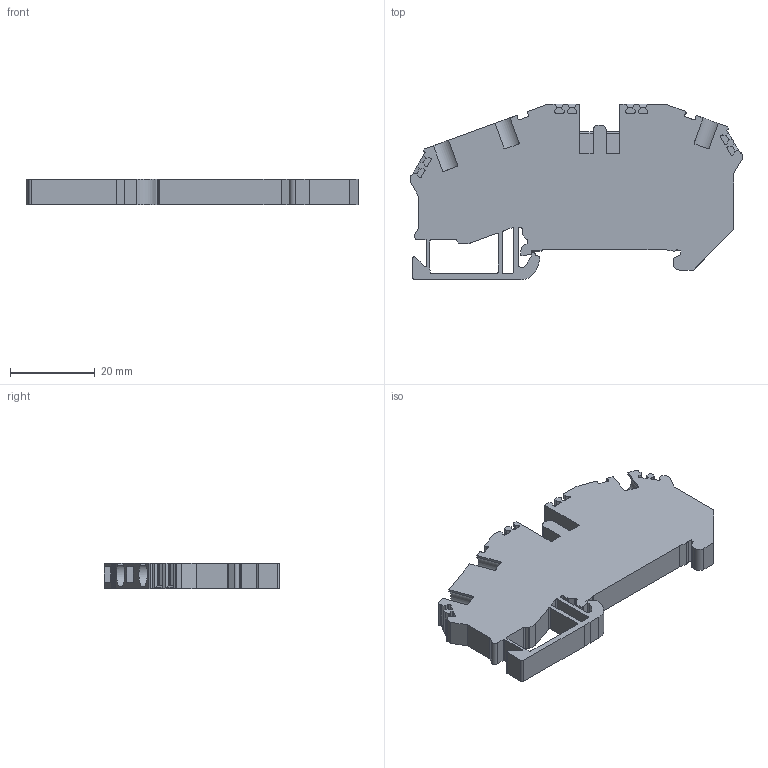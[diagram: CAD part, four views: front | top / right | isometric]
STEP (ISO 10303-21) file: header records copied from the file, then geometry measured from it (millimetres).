
FILE_DESCRIPTION(/* description */ (''),/* implementation_level */ '2;1');
FILE_NAME(/* name */ '3516_ZRK4_3A_iso.stp',/* time_stamp */ '2011-08-02T13:53:06+02:00',/* author */ (''),/* organization */ (''),/* preprocessor_version */ 'ST-DEVELOPER v11',/* originating_system */ 'SIEMENS UGS NX 6.0',/* authorisation */ '');
FILE_SCHEMA (('CONFIG_CONTROL_DESIGN'));
Length unit declared in the file: millimetre
Products named in the file (1): 3516_ZRK4_3A_iso
Bounding box: 78.5 x 41.5 x 6.1 mm (x, y, z)
Volume: 13061.5 mm3; surface area: 7661.6 mm2
Topology: 1 solids, 1 shells, 375 faces, 1085 edges, 717 vertices
Faces by surface type: plane 256, cylinder 115, torus 4
Full cylindrical faces by diameter (mm): 2.4 x2
Entity records: 13031 total; most frequent: CARTESIAN_POINT 2904, ORIENTED_EDGE 2166, DIRECTION 2034, EDGE_CURVE 1083, LINE 818, VECTOR 818, VERTEX_POINT 719, AXIS2_PLACEMENT_3D 608
